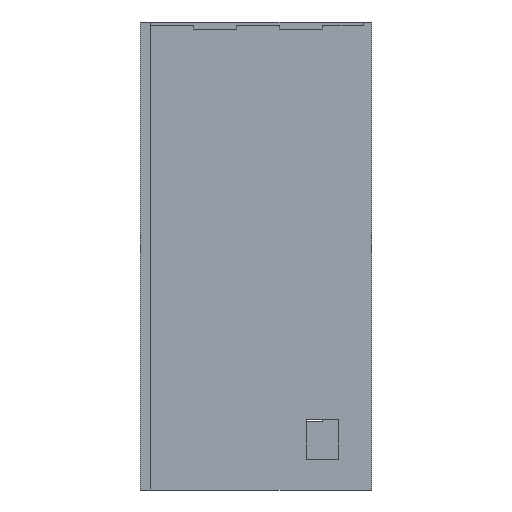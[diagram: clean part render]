
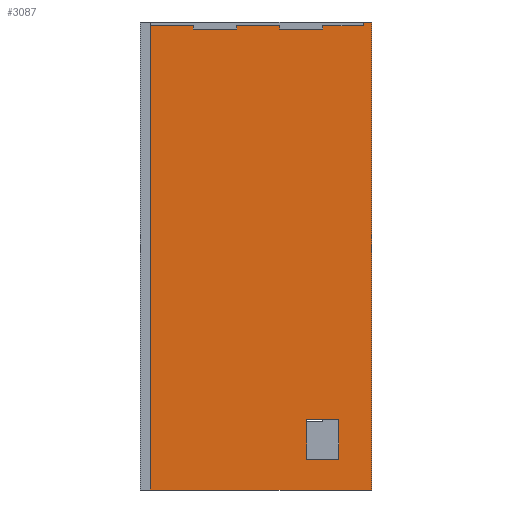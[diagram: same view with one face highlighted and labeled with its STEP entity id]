
A CAD part, front view. The second image highlights one B-rep face of the part: STEP entity #3087.
In plain terms, the highlighted planar face has unit normal (0, -1, 0).
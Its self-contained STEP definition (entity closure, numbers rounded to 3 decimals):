
#83=FACE_BOUND('',#1078,.T.);
#169=LINE('',#4410,#445);
#173=LINE('',#4418,#449);
#194=LINE('',#4461,#470);
#266=LINE('',#4724,#542);
#269=LINE('',#4729,#545);
#270=LINE('',#4733,#546);
#274=LINE('',#4741,#550);
#277=LINE('',#4747,#553);
#282=LINE('',#4756,#558);
#283=LINE('',#4759,#559);
#286=LINE('',#4765,#562);
#292=LINE('',#4777,#568);
#293=LINE('',#4779,#569);
#294=LINE('',#4780,#570);
#295=LINE('',#4782,#571);
#296=LINE('',#4784,#572);
#297=LINE('',#4785,#573);
#298=LINE('',#4788,#574);
#299=LINE('',#4790,#575);
#300=LINE('',#4792,#576);
#301=LINE('',#4793,#577);
#445=VECTOR('',#3552,10.);
#449=VECTOR('',#3558,10.);
#470=VECTOR('',#3583,10.);
#542=VECTOR('',#3867,10.);
#545=VECTOR('',#3872,10.);
#546=VECTOR('',#3875,10.);
#550=VECTOR('',#3881,10.);
#553=VECTOR('',#3886,10.);
#558=VECTOR('',#3893,10.);
#559=VECTOR('',#3896,10.);
#562=VECTOR('',#3901,10.);
#568=VECTOR('',#3909,10.);
#569=VECTOR('',#3910,10.);
#570=VECTOR('',#3911,10.);
#571=VECTOR('',#3914,10.);
#572=VECTOR('',#3915,10.);
#573=VECTOR('',#3916,10.);
#574=VECTOR('',#3917,10.);
#575=VECTOR('',#3918,10.);
#576=VECTOR('',#3919,10.);
#577=VECTOR('',#3920,10.);
#861=FACE_OUTER_BOUND('',#1077,.T.);
#1077=EDGE_LOOP('',(#2468,#2469,#2470,#2471,#2472,#2473,#2474,#2475,#2476,
#2477,#2478,#2479,#2480,#2481,#2482,#2483,#2484));
#1078=EDGE_LOOP('',(#2485,#2486,#2487,#2488));
#1395=VERTEX_POINT('',#4408);
#1396=VERTEX_POINT('',#4409);
#1399=VERTEX_POINT('',#4417);
#1419=VERTEX_POINT('',#4460);
#1504=VERTEX_POINT('',#4723);
#1505=VERTEX_POINT('',#4727);
#1506=VERTEX_POINT('',#4731);
#1507=VERTEX_POINT('',#4732);
#1510=VERTEX_POINT('',#4740);
#1512=VERTEX_POINT('',#4746);
#1515=VERTEX_POINT('',#4754);
#1516=VERTEX_POINT('',#4758);
#1518=VERTEX_POINT('',#4764);
#1522=VERTEX_POINT('',#4774);
#1523=VERTEX_POINT('',#4776);
#1524=VERTEX_POINT('',#4778);
#1525=VERTEX_POINT('',#4783);
#1526=VERTEX_POINT('',#4786);
#1527=VERTEX_POINT('',#4787);
#1528=VERTEX_POINT('',#4789);
#1529=VERTEX_POINT('',#4791);
#1689=EDGE_CURVE('',#1395,#1396,#169,.T.);
#1693=EDGE_CURVE('',#1396,#1399,#173,.T.);
#1714=EDGE_CURVE('',#1395,#1419,#194,.T.);
#1846=EDGE_CURVE('',#1419,#1504,#266,.T.);
#1849=EDGE_CURVE('',#1505,#1504,#269,.T.);
#1850=EDGE_CURVE('',#1506,#1507,#270,.T.);
#1854=EDGE_CURVE('',#1507,#1510,#274,.T.);
#1857=EDGE_CURVE('',#1510,#1512,#277,.T.);
#1862=EDGE_CURVE('',#1515,#1512,#282,.T.);
#1863=EDGE_CURVE('',#1515,#1516,#283,.T.);
#1866=EDGE_CURVE('',#1516,#1518,#286,.T.);
#1872=EDGE_CURVE('',#1522,#1523,#292,.T.);
#1873=EDGE_CURVE('',#1523,#1524,#293,.T.);
#1874=EDGE_CURVE('',#1518,#1524,#294,.T.);
#1875=EDGE_CURVE('',#1506,#1399,#295,.T.);
#1876=EDGE_CURVE('',#1525,#1522,#296,.T.);
#1877=EDGE_CURVE('',#1505,#1525,#297,.T.);
#1878=EDGE_CURVE('',#1526,#1527,#298,.T.);
#1879=EDGE_CURVE('',#1527,#1528,#299,.T.);
#1880=EDGE_CURVE('',#1528,#1529,#300,.T.);
#1881=EDGE_CURVE('',#1529,#1526,#301,.T.);
#2468=ORIENTED_EDGE('',*,*,#1875,.F.);
#2469=ORIENTED_EDGE('',*,*,#1850,.T.);
#2470=ORIENTED_EDGE('',*,*,#1854,.T.);
#2471=ORIENTED_EDGE('',*,*,#1857,.T.);
#2472=ORIENTED_EDGE('',*,*,#1862,.F.);
#2473=ORIENTED_EDGE('',*,*,#1863,.T.);
#2474=ORIENTED_EDGE('',*,*,#1866,.T.);
#2475=ORIENTED_EDGE('',*,*,#1874,.T.);
#2476=ORIENTED_EDGE('',*,*,#1873,.F.);
#2477=ORIENTED_EDGE('',*,*,#1872,.F.);
#2478=ORIENTED_EDGE('',*,*,#1876,.F.);
#2479=ORIENTED_EDGE('',*,*,#1877,.F.);
#2480=ORIENTED_EDGE('',*,*,#1849,.T.);
#2481=ORIENTED_EDGE('',*,*,#1846,.F.);
#2482=ORIENTED_EDGE('',*,*,#1714,.F.);
#2483=ORIENTED_EDGE('',*,*,#1689,.T.);
#2484=ORIENTED_EDGE('',*,*,#1693,.T.);
#2485=ORIENTED_EDGE('',*,*,#1878,.T.);
#2486=ORIENTED_EDGE('',*,*,#1879,.T.);
#2487=ORIENTED_EDGE('',*,*,#1880,.T.);
#2488=ORIENTED_EDGE('',*,*,#1881,.T.);
#2973=PLANE('',#3328);
#3087=ADVANCED_FACE('',(#861,#83),#2973,.T.);
#3328=AXIS2_PLACEMENT_3D('',#4781,#3912,#3913);
#3552=DIRECTION('',(-1.,0.,0.));
#3558=DIRECTION('',(0.,0.,-1.));
#3583=DIRECTION('',(0.,0.,1.));
#3867=DIRECTION('',(1.,0.,0.));
#3872=DIRECTION('',(0.,0.,1.));
#3875=DIRECTION('',(0.,0.,1.));
#3881=DIRECTION('',(-1.,0.,0.));
#3886=DIRECTION('',(0.,0.,-1.));
#3893=DIRECTION('',(1.,0.,0.));
#3896=DIRECTION('',(0.,0.,1.));
#3901=DIRECTION('',(-1.,0.,0.));
#3909=DIRECTION('',(0.,0.,1.));
#3910=DIRECTION('',(0.,0.,1.));
#3911=DIRECTION('',(0.,0.,-1.));
#3912=DIRECTION('center_axis',(0.,-1.,0.));
#3913=DIRECTION('ref_axis',(0.,0.,-1.));
#3914=DIRECTION('',(1.,0.,0.));
#3915=DIRECTION('',(-1.,0.,0.));
#3916=DIRECTION('',(-1.,0.,0.));
#3917=DIRECTION('',(0.,0.,1.));
#3918=DIRECTION('',(1.,0.,0.));
#3919=DIRECTION('',(0.,0.,-1.));
#3920=DIRECTION('',(-1.,0.,0.));
#4408=CARTESIAN_POINT('',(29.67,-95.,129.4));
#4409=CARTESIAN_POINT('',(18.33,-95.,129.4));
#4410=CARTESIAN_POINT('',(29.67,-95.,129.4));
#4417=CARTESIAN_POINT('',(18.33,-95.,128.4));
#4418=CARTESIAN_POINT('',(18.33,-95.,129.4));
#4460=CARTESIAN_POINT('',(29.67,-95.,130.4));
#4461=CARTESIAN_POINT('',(29.67,-95.,0.));
#4723=CARTESIAN_POINT('',(32.,-95.,130.4));
#4724=CARTESIAN_POINT('',(32.,-95.,130.4));
#4727=CARTESIAN_POINT('',(32.,-95.,0.));
#4729=CARTESIAN_POINT('',(32.,-95.,0.));
#4731=CARTESIAN_POINT('',(6.33,-95.,128.4));
#4732=CARTESIAN_POINT('',(6.33,-95.,129.4));
#4733=CARTESIAN_POINT('',(6.33,-95.,128.4));
#4740=CARTESIAN_POINT('',(-5.67,-95.,129.4));
#4741=CARTESIAN_POINT('',(6.33,-95.,129.4));
#4746=CARTESIAN_POINT('',(-5.67,-95.,128.4));
#4747=CARTESIAN_POINT('',(-5.67,-95.,129.4));
#4754=CARTESIAN_POINT('',(-17.67,-95.,128.4));
#4756=CARTESIAN_POINT('',(29.67,-95.,128.4));
#4758=CARTESIAN_POINT('',(-17.67,-95.,129.4));
#4759=CARTESIAN_POINT('',(-17.67,-95.,128.4));
#4764=CARTESIAN_POINT('',(-29.67,-95.,129.4));
#4765=CARTESIAN_POINT('',(-17.67,-95.,129.4));
#4774=CARTESIAN_POINT('',(-29.67,-95.,0.));
#4776=CARTESIAN_POINT('',(-29.67,-95.,2.));
#4777=CARTESIAN_POINT('',(-29.67,-95.,0.));
#4778=CARTESIAN_POINT('',(-29.67,-95.,128.4));
#4779=CARTESIAN_POINT('',(-29.67,-95.,2.));
#4780=CARTESIAN_POINT('',(-29.67,-95.,129.4));
#4781=CARTESIAN_POINT('Origin',(-26.67,-95.,0.));
#4782=CARTESIAN_POINT('',(29.67,-95.,128.4));
#4783=CARTESIAN_POINT('',(29.67,-95.,0.));
#4784=CARTESIAN_POINT('',(-26.67,-95.,0.));
#4785=CARTESIAN_POINT('',(32.,-95.,0.));
#4786=CARTESIAN_POINT('',(13.864,-95.,8.584));
#4787=CARTESIAN_POINT('',(13.864,-95.,19.584));
#4788=CARTESIAN_POINT('',(13.864,-95.,9.792));
#4789=CARTESIAN_POINT('',(22.864,-95.,19.584));
#4790=CARTESIAN_POINT('',(-1.903,-95.,19.584));
#4791=CARTESIAN_POINT('',(22.864,-95.,8.584));
#4792=CARTESIAN_POINT('',(22.864,-95.,4.292));
#4793=CARTESIAN_POINT('',(-6.403,-95.,8.584));
